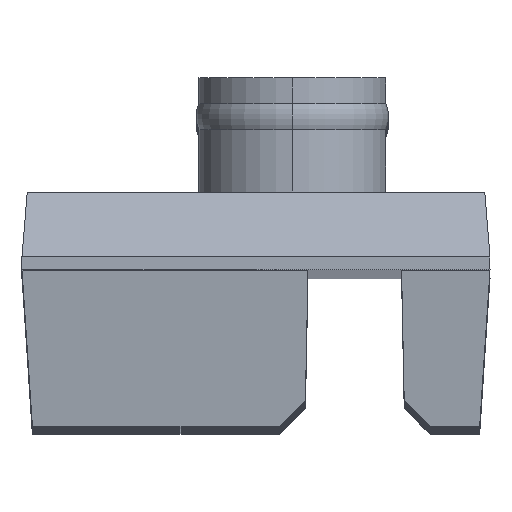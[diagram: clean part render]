
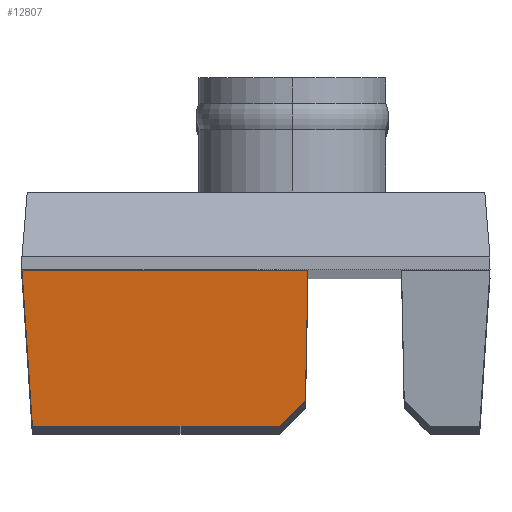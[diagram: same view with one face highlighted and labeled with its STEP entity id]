
A CAD part, top view. The second image highlights one B-rep face of the part: STEP entity #12807.
In plain terms, the highlighted planar face has unit normal (0, -0.083, 0.997).
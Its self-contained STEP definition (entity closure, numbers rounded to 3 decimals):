
#12760=CARTESIAN_POINT('',(4.5,-2.25,0.75));
#12761=DIRECTION('',(0.0,0.083,-0.997));
#12762=DIRECTION('',(-1.0,0.0,0.0));
#12763=AXIS2_PLACEMENT_3D('',#12760,#12761,#12762);
#12764=PLANE('',#12763);
#12765=CARTESIAN_POINT('',(-4.3,-2.25,0.75));
#12766=VERTEX_POINT('',#12765);
#12767=CARTESIAN_POINT('',(-4.5,0.75,1.));
#12768=VERTEX_POINT('',#12767);
#12769=CARTESIAN_POINT('',(-4.3,-2.25,0.75));
#12770=DIRECTION('',(-0.066,0.994,0.083));
#12771=VECTOR('',#12770,3.017);
#12772=LINE('',#12769,#12771);
#12773=EDGE_CURVE('',#12766,#12768,#12772,.T.);
#12774=ORIENTED_EDGE('',*,*,#12773,.F.);
#12775=CARTESIAN_POINT('',(0.45,-2.25,0.75));
#12776=VERTEX_POINT('',#12775);
#12777=CARTESIAN_POINT('',(0.45,-2.25,0.75));
#12778=DIRECTION('',(-1.0,0.0,0.0));
#12779=VECTOR('',#12778,4.75);
#12780=LINE('',#12777,#12779);
#12781=EDGE_CURVE('',#12776,#12766,#12780,.T.);
#12782=ORIENTED_EDGE('',*,*,#12781,.F.);
#12783=CARTESIAN_POINT('',(0.95,-1.75,0.792));
#12784=VERTEX_POINT('',#12783);
#12785=CARTESIAN_POINT('',(0.95,-1.75,0.792));
#12786=DIRECTION('',(-0.706,-0.706,-0.059));
#12787=VECTOR('',#12786,0.708);
#12788=LINE('',#12785,#12787);
#12789=EDGE_CURVE('',#12784,#12776,#12788,.T.);
#12790=ORIENTED_EDGE('',*,*,#12789,.F.);
#12791=CARTESIAN_POINT('',(1.,0.75,1.));
#12792=VERTEX_POINT('',#12791);
#12793=CARTESIAN_POINT('',(1.,0.75,1.));
#12794=DIRECTION('',(-0.02,-0.996,-0.083));
#12795=VECTOR('',#12794,2.509);
#12796=LINE('',#12793,#12795);
#12797=EDGE_CURVE('',#12792,#12784,#12796,.T.);
#12798=ORIENTED_EDGE('',*,*,#12797,.F.);
#12799=CARTESIAN_POINT('',(1.,0.75,1.));
#12800=DIRECTION('',(-1.0,0.0,0.0));
#12801=VECTOR('',#12800,5.5);
#12802=LINE('',#12799,#12801);
#12803=EDGE_CURVE('',#12792,#12768,#12802,.T.);
#12804=ORIENTED_EDGE('',*,*,#12803,.T.);
#12805=EDGE_LOOP('',(#12774,#12782,#12790,#12798,#12804));
#12806=FACE_OUTER_BOUND('',#12805,.T.);
#12807=ADVANCED_FACE('',(#12806),#12764,.F.);
